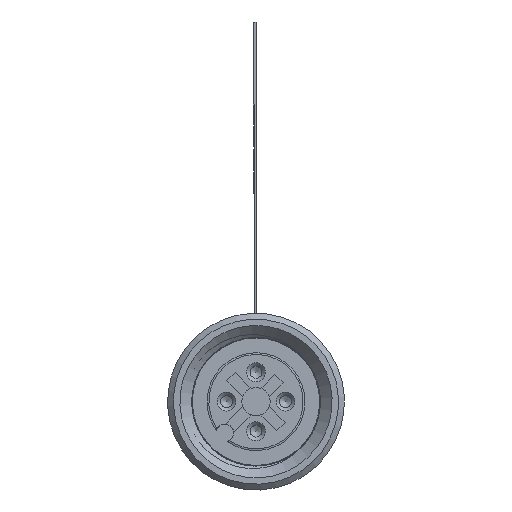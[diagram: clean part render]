
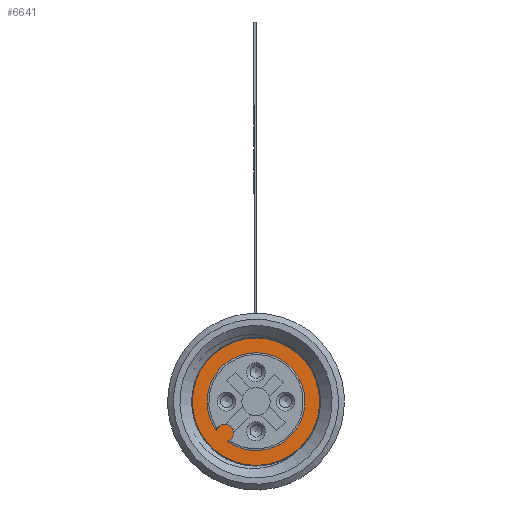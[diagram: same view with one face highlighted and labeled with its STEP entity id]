
A CAD part, front view. The second image highlights one B-rep face of the part: STEP entity #6641.
In plain terms, the highlighted face is planar.
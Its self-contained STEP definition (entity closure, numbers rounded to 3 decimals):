
#960=PLANE('',#7244);
#1314=ORIENTED_EDGE('',*,*,#2881,.F.);
#1315=ORIENTED_EDGE('',*,*,#2847,.T.);
#1316=ORIENTED_EDGE('',*,*,#2882,.T.);
#1317=ORIENTED_EDGE('',*,*,#2883,.F.);
#2847=EDGE_CURVE('',#3651,#3652,#4256,.T.);
#2881=EDGE_CURVE('',#3651,#3676,#4276,.T.);
#2882=EDGE_CURVE('',#3652,#3676,#4277,.T.);
#2883=EDGE_CURVE('',#3677,#3677,#4278,.T.);
#3651=VERTEX_POINT('',#10211);
#3652=VERTEX_POINT('',#10212);
#3676=VERTEX_POINT('',#10305);
#3677=VERTEX_POINT('',#10308);
#4256=CIRCLE('',#7210,4.15);
#4276=CIRCLE('',#7245,0.75);
#4277=CIRCLE('',#7246,0.75);
#4278=CIRCLE('',#7247,5.4);
#4681=EDGE_LOOP('',(#1314,#1315,#1316));
#4682=EDGE_LOOP('',(#1317));
#5465=FACE_BOUND('',#4681,.T.);
#5466=FACE_BOUND('',#4682,.T.);
#6641=ADVANCED_FACE('',(#5465,#5466),#960,.F.);
#7210=AXIS2_PLACEMENT_3D('',#10210,#8168,#8169);
#7244=AXIS2_PLACEMENT_3D('',#10303,#8244,#8245);
#7245=AXIS2_PLACEMENT_3D('',#10304,#8246,#8247);
#7246=AXIS2_PLACEMENT_3D('',#10306,#8248,#8249);
#7247=AXIS2_PLACEMENT_3D('',#10307,#8250,#8251);
#8168=DIRECTION('',(1.,0.,0.));
#8169=DIRECTION('',(0.,0.,-1.));
#8244=DIRECTION('',(1.,0.,0.));
#8245=DIRECTION('',(0.,0.,-1.));
#8246=DIRECTION('',(1.,0.,0.));
#8247=DIRECTION('',(0.,-1.,0.));
#8248=DIRECTION('',(-1.,0.,0.));
#8249=DIRECTION('',(0.,0.,1.));
#8250=DIRECTION('',(1.,0.,0.));
#8251=DIRECTION('',(0.,0.,-1.));
#10210=CARTESIAN_POINT('',(8.8,0.,0.));
#10211=CARTESIAN_POINT('',(8.8,3.368,-2.424));
#10212=CARTESIAN_POINT('',(8.8,2.426,-3.367));
#10303=CARTESIAN_POINT('',(8.8,0.,4.15));
#10304=CARTESIAN_POINT('',(8.8,2.653,-2.65));
#10305=CARTESIAN_POINT('',(8.8,2.121,-2.121));
#10306=CARTESIAN_POINT('',(8.8,2.652,-2.652));
#10307=CARTESIAN_POINT('',(8.8,0.,0.));
#10308=CARTESIAN_POINT('',(8.8,0.,-5.4));
